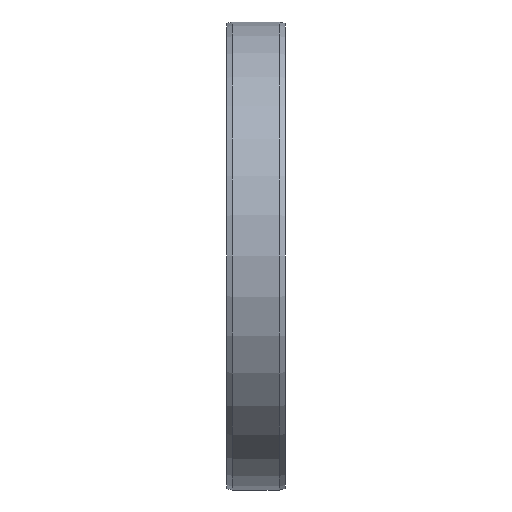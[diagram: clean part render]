
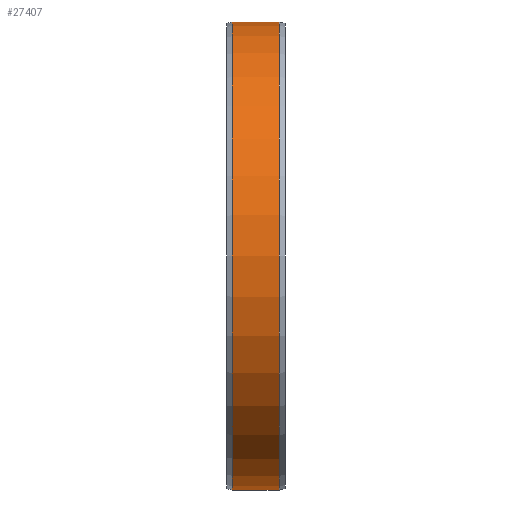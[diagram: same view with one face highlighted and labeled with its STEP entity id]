
A CAD part, left-side view. The second image highlights one B-rep face of the part: STEP entity #27407.
In plain terms, the highlighted cylindrical face has radius 40 mm (diameter 80 mm), a partial arc.
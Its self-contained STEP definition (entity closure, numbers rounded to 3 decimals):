
#26683=CARTESIAN_POINT('',(0.,-4.,0.));
#26684=DIRECTION('',(0.,1.,0.));
#26685=DIRECTION('',(0.,0.,-1.));
#26686=AXIS2_PLACEMENT_3D('',#26683,#26684,#26685);
#26691=DIRECTION('',(0.,1.,0.));
#26692=VECTOR('',#26691,8.);
#26693=CARTESIAN_POINT('',(0.,-4.,-40.));
#26694=LINE('',#26693,#26692);
#26706=DIRECTION('',(0.,1.,0.));
#26707=VECTOR('',#26706,8.);
#26708=CARTESIAN_POINT('',(0.,-4.,40.));
#26709=LINE('',#26708,#26707);
#26735=CARTESIAN_POINT('',(0.,4.,0.));
#26736=DIRECTION('',(0.,1.,0.));
#26737=DIRECTION('',(0.,0.,-1.));
#26738=AXIS2_PLACEMENT_3D('',#26735,#26736,#26737);
#27044=CARTESIAN_POINT('',(0.,-4.,-40.));
#27046=VERTEX_POINT('',#27044);
#27047=CARTESIAN_POINT('',(0.,4.,-40.));
#27048=VERTEX_POINT('',#27047);
#27088=CARTESIAN_POINT('',(0.,-4.,40.));
#27090=VERTEX_POINT('',#27088);
#27091=CARTESIAN_POINT('',(0.,4.,40.));
#27092=VERTEX_POINT('',#27091);
#27393=CARTESIAN_POINT('',(0.,-5.5,0.));
#27394=DIRECTION('',(0.,1.,0.));
#27395=DIRECTION('',(0.,0.,-1.));
#27396=AXIS2_PLACEMENT_3D('',#27393,#27394,#27395);
#27397=CYLINDRICAL_SURFACE('',#27396,40.);
#27399=ORIENTED_EDGE('',*,*,#27398,.T.);
#27401=ORIENTED_EDGE('',*,*,#27400,.T.);
#27403=ORIENTED_EDGE('',*,*,#27402,.F.);
#27404=ORIENTED_EDGE('',*,*,#27386,.F.);
#27405=EDGE_LOOP('',(#27399,#27401,#27403,#27404));
#27406=FACE_OUTER_BOUND('',#27405,.F.);
#26687=CIRCLE('',#26686,40.);
#26739=CIRCLE('',#26738,40.);
#27386=EDGE_CURVE('',#27046,#27090,#26687,.T.);
#27398=EDGE_CURVE('',#27046,#27048,#26694,.T.);
#27400=EDGE_CURVE('',#27048,#27092,#26739,.T.);
#27402=EDGE_CURVE('',#27090,#27092,#26709,.T.);
#27407=ADVANCED_FACE('',(#27406),#27397,.T.);
